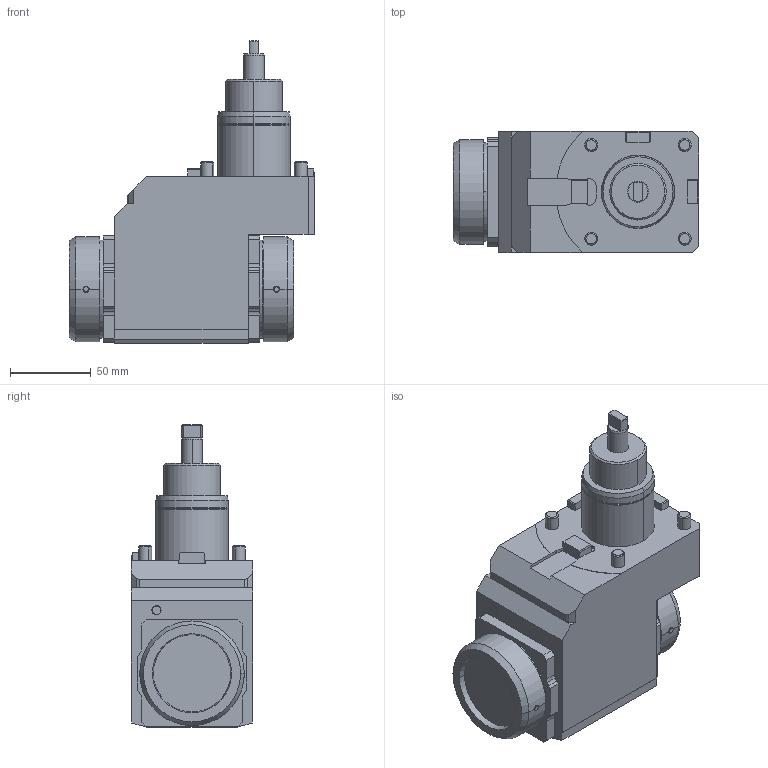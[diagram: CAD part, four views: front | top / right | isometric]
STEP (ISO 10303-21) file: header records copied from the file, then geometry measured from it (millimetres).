
FILE_DESCRIPTION(('HOOPS Exchange Step'),'2;1');
FILE_NAME('Modelcomposition.stp','2024-06-04T13:18:03+00:00',('toolarena-modelservice-ewspro'),('Unknown organisation'),'HOOPS Exchange 2021.2','HOOPS Exchange','Unknown authorisation');
FILE_SCHEMA( ('AP242_MANAGED_MODEL_BASED_3D_ENGINEERING_MIM_LF {1 0 10303 442 1 1 4 }') );
Length unit declared in the file: millimetre
Products named in the file (1): EWS_175585_DIN4003
Bounding box: 152.2 x 75 x 187.5 mm (x, y, z)
Volume: 1000594.3 mm3; surface area: 77469.6 mm2
Topology: 1 solids, 1 shells, 233 faces, 603 edges, 385 vertices
Faces by surface type: plane 125, cylinder 64, cone 36, sphere 4, torus 4
Entity records: 7326 total; most frequent: CARTESIAN_POINT 1415, DIRECTION 1263, ORIENTED_EDGE 1206, EDGE_CURVE 603, AXIS2_PLACEMENT_3D 433, VECTOR 397, LINE 397, VERTEX_POINT 384
